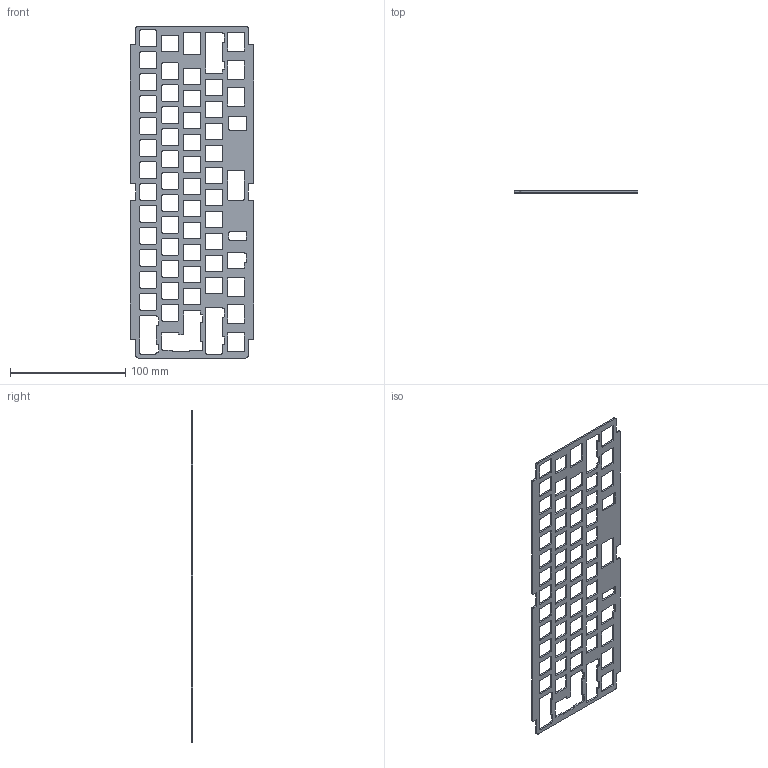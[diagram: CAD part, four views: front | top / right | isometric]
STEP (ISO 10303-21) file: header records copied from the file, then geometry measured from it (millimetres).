
FILE_DESCRIPTION(/* description */ ('STEP AP214'),/* implementation_level */ '2;1');
FILE_NAME(/* name */ '2021-01-004.stp',/* time_stamp */ '2021-06-02T09:07:43-06:00',/* author */ ('carso'),/* organization */ (''),/* preprocessor_version */ 'ST-DEVELOPER v18',/* originating_system */ 'Autodesk Inventor 2020',/* authorisation */ '');
FILE_SCHEMA (('AUTOMOTIVE_DESIGN { 1 0 10303 214 3 1 1 }'));
Length unit declared in the file: millimetre
Products named in the file (1): 2021-01-004
Bounding box: 107.15 x 1.5 x 287.65 mm (x, y, z)
Volume: 23815.4 mm3; surface area: 38579.7 mm2
Topology: 1 solids, 1 shells, 620 faces, 1854 edges, 1236 vertices
Faces by surface type: plane 310, cylinder 310
Entity records: 21336 total; most frequent: DIRECTION 3716, CARTESIAN_POINT 3711, ORIENTED_EDGE 3708, EDGE_CURVE 1854, AXIS2_PLACEMENT_3D 1241, VERTEX_POINT 1236, LINE 1234, VECTOR 1234
